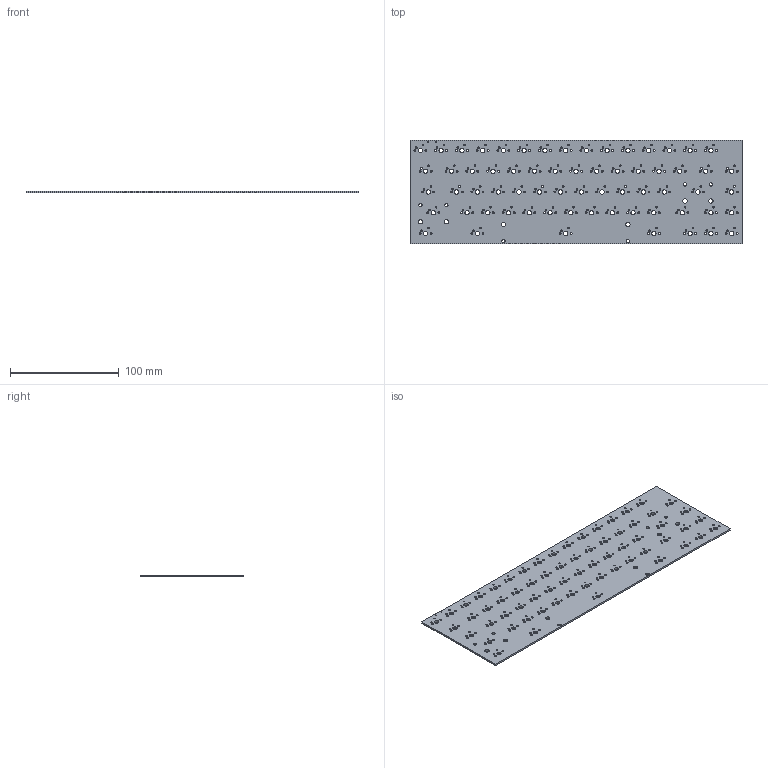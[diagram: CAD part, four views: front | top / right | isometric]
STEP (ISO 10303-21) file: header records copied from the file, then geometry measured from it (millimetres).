
FILE_DESCRIPTION(('KiCad electronic assembly'),'2;1');
FILE_NAME('pcb.step','2020-02-17T21:52:01',('An Author'),('A Company'), 'Open CASCADE STEP processor 6.9','KiCad to STEP converter','Unknown' );
FILE_SCHEMA(('AUTOMOTIVE_DESIGN { 1 0 10303 214 1 1 1 1 }'));
Length unit declared in the file: millimetre
Products named in the file (2): Open CASCADE STEP translator 6.9 1; COMPOUND
Assembly tree (1 placements, depth 2):
  Open CASCADE STEP translator 6.9 1
    COMPOUND
Bounding box: 304.8 x 95.25 x 1.6 mm (x, y, z)
Volume: 44107.7 mm3; surface area: 60043.6 mm2
Topology: 1 solids, 1 shells, 351 faces, 1047 edges, 698 vertices
Faces by surface type: cylinder 341, plane 10
Full cylindrical faces by diameter (mm): 1.47 x130, 1.75 x130, 3.048 x6, 3.988 x71
Entity records: 29283 total; most frequent: CARTESIAN_POINT 8284, DIRECTION 3847, ORIENTED_EDGE 2094, PCURVE 2094, DEFINITIONAL_REPRESENTATION 2094, LINE 1777, VECTOR 1777, EDGE_CURVE 1047
